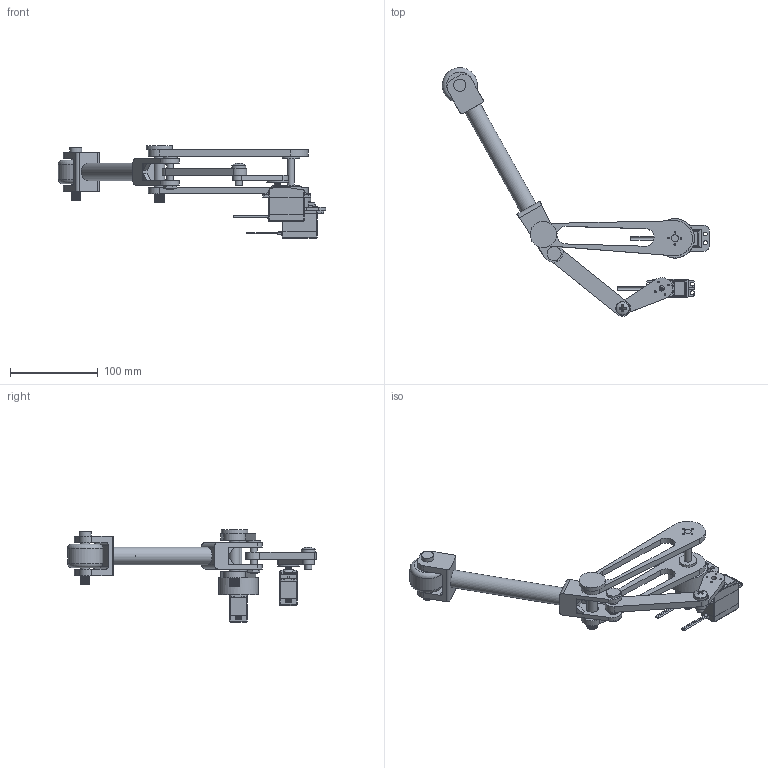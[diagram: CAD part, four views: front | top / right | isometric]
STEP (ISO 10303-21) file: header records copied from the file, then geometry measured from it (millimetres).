
FILE_DESCRIPTION(/* description */ (''),/* implementation_level */ '2;1');
FILE_NAME(/* name */ 'Leg_V1.stp',/* time_stamp */ '2024-12-10T21:33:11-08:00',/* author */ ('leon-'),/* organization */ (''),/* preprocessor_version */ 'ST-DEVELOPER v20',/* originating_system */ 'Autodesk Inventor 2025',/* authorisation */ '');
FILE_SCHEMA (('AUTOMOTIVE_DESIGN { 1 0 10303 214 3 1 1 }'));
Products named in the file (16): WALT_thigh_assemble_1; servo_mount; thigh; rod_1; shaft1; rod_2; shank; foot; pan cross head_am; shank_shaft; hex nut jam_am; Axixi Servo Disc; DS3225MG Servo 25Kg 4.8-6.8V; wheel; shaft3; shaft4
Assembly tree (17 placements, depth 2):
  WALT_thigh_assemble_1
    DS3225MG Servo 25Kg 4.8-6.8V  x2
    servo_mount
    thigh
    rod_1
    shaft1
    rod_2
    shank
    foot
    pan cross head_am
    shank_shaft
    hex nut jam_am
    Axixi Servo Disc  x2
    wheel
    shaft3
    shaft4
Bounding box: 304.81 x 283.35 x 105.91 mm (x, y, z)
Volume: 299585.9 mm3; surface area: 120732.8 mm2
Topology: 40 solids, 40 shells, 1451 faces, 3788 edges, 2408 vertices
Faces by surface type: plane 563, cylinder 466, bspline 170, cone 120, torus 83, sphere 49
Full cylindrical faces by diameter (mm): 1.5 x6, 2 x24, 2.5 x2, 3 x2, 4.2 x8, 4.5 x4, 5.3 x4, 5.5 x2, 6 x1, 6.8 x1, 7.242 x14, 7.5 x2, 8 x23, 9.242 x12, 10 x19, 11.242 x12, 12 x15, 14 x3, 16 x2, 20 x3, 24.5 x2, 30 x2, 35 x1, 40 x2, 45 x1
Entity records: 45584 total; most frequent: CARTESIAN_POINT 23522, ORIENTED_EDGE 4546, DIRECTION 4502, EDGE_CURVE 2273, AXIS2_PLACEMENT_3D 1778, VERTEX_POINT 1464, EDGE_LOOP 991, LINE 946
